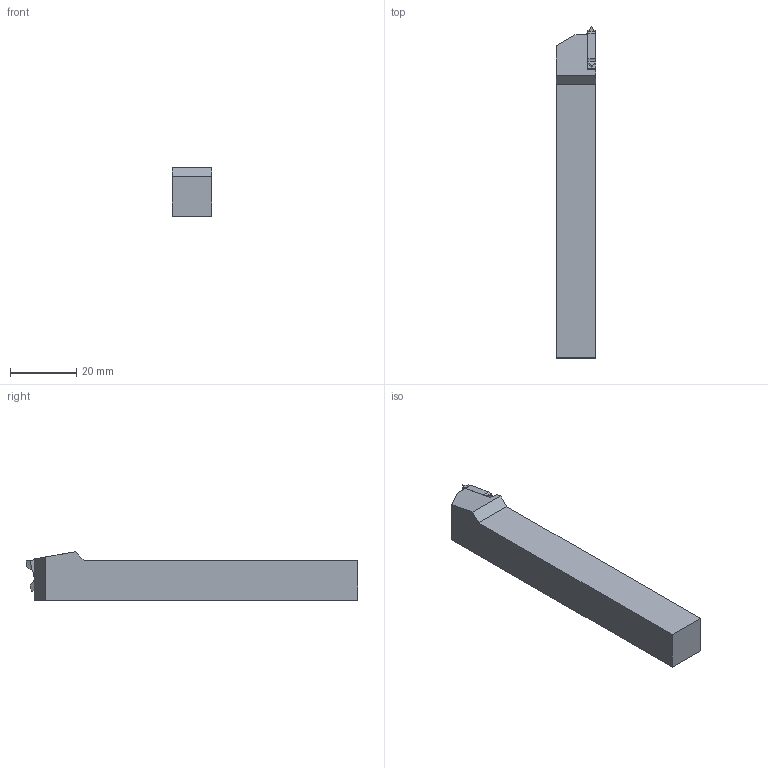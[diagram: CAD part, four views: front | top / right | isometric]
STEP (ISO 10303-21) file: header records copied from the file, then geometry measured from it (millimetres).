
FILE_DESCRIPTION((' '),'2;1');
FILE_NAME( 'Smicut_SEL1212H12-2,4.stp', '2023-05-26T10:34:16', (' '), ('--- Datakit www.datakit.com---'), ' Datakit CrossCadWare V2023.1 Dec 17 2022', 'Mastercam 2023', ' ');
FILE_SCHEMA(('AUTOMOTIVE_DESIGN { 1 0 10303 214 1 1 1 1 }'));
Length unit declared in the file: millimetre
Products named in the file (1): Smicut_SEL1212H12-2,4
Bounding box: 12 x 99.98 x 14.63 mm (x, y, z)
Volume: 14111.4 mm3; surface area: 5430.1 mm2
Topology: 3 solids, 3 shells, 103 faces, 281 edges, 184 vertices
Faces by surface type: plane 57, cylinder 26, cone 10, bspline 8, torus 2
Entity records: 3373 total; most frequent: CARTESIAN_POINT 647, ORIENTED_EDGE 558, DIRECTION 544, EDGE_CURVE 279, VECTOR 190, LINE 190, VERTEX_POINT 184, AXIS2_PLACEMENT_3D 177
